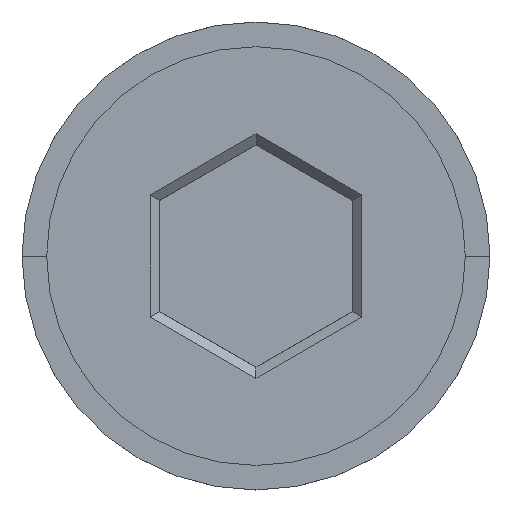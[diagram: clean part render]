
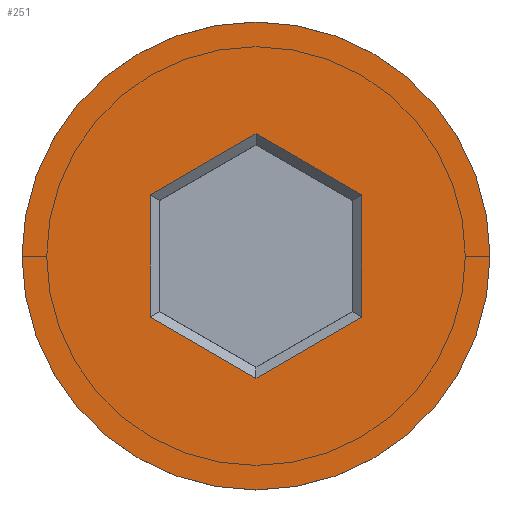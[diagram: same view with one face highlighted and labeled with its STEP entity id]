
A CAD part, top view. The second image highlights one B-rep face of the part: STEP entity #251.
In plain terms, the highlighted planar face has unit normal (0, 0, 1).
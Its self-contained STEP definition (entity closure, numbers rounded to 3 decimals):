
#6 = DIRECTION ( 'NONE',  ( 0., 1., 0. ) ) ;
#33 = AXIS2_PLACEMENT_3D ( 'NONE', #105, #550, #1218 ) ;
#50 = DIRECTION ( 'NONE',  ( 0., -1., 0. ) ) ;
#58 = ORIENTED_EDGE ( 'NONE', *, *, #646, .T. ) ;
#60 = VECTOR ( 'NONE', #307, 1000. ) ;
#71 = LINE ( 'NONE', #941, #618 ) ;
#85 = DIRECTION ( 'NONE',  ( 0.866, -0.5, 0. ) ) ;
#105 = CARTESIAN_POINT ( 'NONE',  ( 0., 0., 0. ) ) ;
#106 = EDGE_CURVE ( 'NONE', #120, #1302, #805, .T. ) ;
#120 = VERTEX_POINT ( 'NONE', #465 ) ;
#137 = VERTEX_POINT ( 'NONE', #487 ) ;
#143 = EDGE_LOOP ( 'NONE', ( #1215, #1092 ) ) ;
#161 = EDGE_LOOP ( 'NONE', ( #858, #260, #58, #993, #1287, #718 ) ) ;
#186 = CARTESIAN_POINT ( 'NONE',  ( -2.05, -1.299, 0. ) ) ;
#219 = VECTOR ( 'NONE', #252, 1000. ) ;
#236 = LINE ( 'NONE', #679, #219 ) ;
#239 = DIRECTION ( 'NONE',  ( 1., 0., 0. ) ) ;
#241 = AXIS2_PLACEMENT_3D ( 'NONE', #683, #339, #239 ) ;
#251 = ADVANCED_FACE ( 'NONE', ( #882, #635 ), #317, .T. ) ;
#252 = DIRECTION ( 'NONE',  ( 0.866, 0.5, 0. ) ) ;
#260 = ORIENTED_EDGE ( 'NONE', *, *, #488, .T. ) ;
#269 = DIRECTION ( 'NONE',  ( 1., 0., 0. ) ) ;
#307 = DIRECTION ( 'NONE',  ( -0.866, -0.5, 0. ) ) ;
#317 = PLANE ( 'NONE',  #33 ) ;
#339 = DIRECTION ( 'NONE',  ( 0., 0., 1. ) ) ;
#368 = CARTESIAN_POINT ( 'NONE',  ( 0., 0., 0. ) ) ;
#370 = VECTOR ( 'NONE', #601, 1000. ) ;
#378 = CARTESIAN_POINT ( 'NONE',  ( 2.15, -1.241, 0. ) ) ;
#437 = CARTESIAN_POINT ( 'NONE',  ( -4.75, 0., 0. ) ) ;
#451 = CARTESIAN_POINT ( 'NONE',  ( -2.15, -1.241, 0. ) ) ;
#465 = CARTESIAN_POINT ( 'NONE',  ( 2.15, 1.241, 0. ) ) ;
#487 = CARTESIAN_POINT ( 'NONE',  ( 0., 2.483, 0. ) ) ;
#488 = EDGE_CURVE ( 'NONE', #521, #1256, #1299, .T. ) ;
#502 = VERTEX_POINT ( 'NONE', #437 ) ;
#521 = VERTEX_POINT ( 'NONE', #451 ) ;
#537 = CARTESIAN_POINT ( 'NONE',  ( -2.15, 1.126, 0. ) ) ;
#542 = VERTEX_POINT ( 'NONE', #1152 ) ;
#550 = DIRECTION ( 'NONE',  ( 0., 0., 1. ) ) ;
#554 = VECTOR ( 'NONE', #6, 1000. ) ;
#555 = AXIS2_PLACEMENT_3D ( 'NONE', #368, #821, #269 ) ;
#601 = DIRECTION ( 'NONE',  ( -0.866, 0.5, 0. ) ) ;
#617 = CIRCLE ( 'NONE', #241, 4.75 ) ;
#618 = VECTOR ( 'NONE', #85, 1000. ) ;
#635 = FACE_OUTER_BOUND ( 'NONE', #143, .T. ) ;
#646 = EDGE_CURVE ( 'NONE', #1256, #137, #236, .T. ) ;
#679 = CARTESIAN_POINT ( 'NONE',  ( -0.1, 2.425, 0. ) ) ;
#683 = CARTESIAN_POINT ( 'NONE',  ( 0., 0., 0. ) ) ;
#684 = CARTESIAN_POINT ( 'NONE',  ( 2.15, -1.126, 0. ) ) ;
#718 = ORIENTED_EDGE ( 'NONE', *, *, #1015, .T. ) ;
#805 = LINE ( 'NONE', #684, #1225 ) ;
#813 = CIRCLE ( 'NONE', #555, 4.75 ) ;
#821 = DIRECTION ( 'NONE',  ( 0., 0., 1. ) ) ;
#835 = EDGE_CURVE ( 'NONE', #502, #1267, #813, .T. ) ;
#858 = ORIENTED_EDGE ( 'NONE', *, *, #1349, .T. ) ;
#866 = CARTESIAN_POINT ( 'NONE',  ( -2.15, 1.241, 0. ) ) ;
#882 = FACE_BOUND ( 'NONE', #161, .T. ) ;
#941 = CARTESIAN_POINT ( 'NONE',  ( 2.05, 1.299, 0. ) ) ;
#964 = LINE ( 'NONE', #186, #370 ) ;
#969 = LINE ( 'NONE', #1285, #60 ) ;
#993 = ORIENTED_EDGE ( 'NONE', *, *, #1241, .T. ) ;
#1015 = EDGE_CURVE ( 'NONE', #1302, #542, #969, .T. ) ;
#1057 = EDGE_CURVE ( 'NONE', #1267, #502, #617, .T. ) ;
#1092 = ORIENTED_EDGE ( 'NONE', *, *, #835, .T. ) ;
#1147 = CARTESIAN_POINT ( 'NONE',  ( 4.75, 0., 0. ) ) ;
#1152 = CARTESIAN_POINT ( 'NONE',  ( 0., -2.483, 0. ) ) ;
#1215 = ORIENTED_EDGE ( 'NONE', *, *, #1057, .T. ) ;
#1218 = DIRECTION ( 'NONE',  ( 1., 0., 0. ) ) ;
#1225 = VECTOR ( 'NONE', #50, 1000. ) ;
#1241 = EDGE_CURVE ( 'NONE', #137, #120, #71, .T. ) ;
#1256 = VERTEX_POINT ( 'NONE', #866 ) ;
#1267 = VERTEX_POINT ( 'NONE', #1147 ) ;
#1285 = CARTESIAN_POINT ( 'NONE',  ( 0.1, -2.425, 0. ) ) ;
#1287 = ORIENTED_EDGE ( 'NONE', *, *, #106, .T. ) ;
#1299 = LINE ( 'NONE', #537, #554 ) ;
#1302 = VERTEX_POINT ( 'NONE', #378 ) ;
#1349 = EDGE_CURVE ( 'NONE', #542, #521, #964, .T. ) ;
